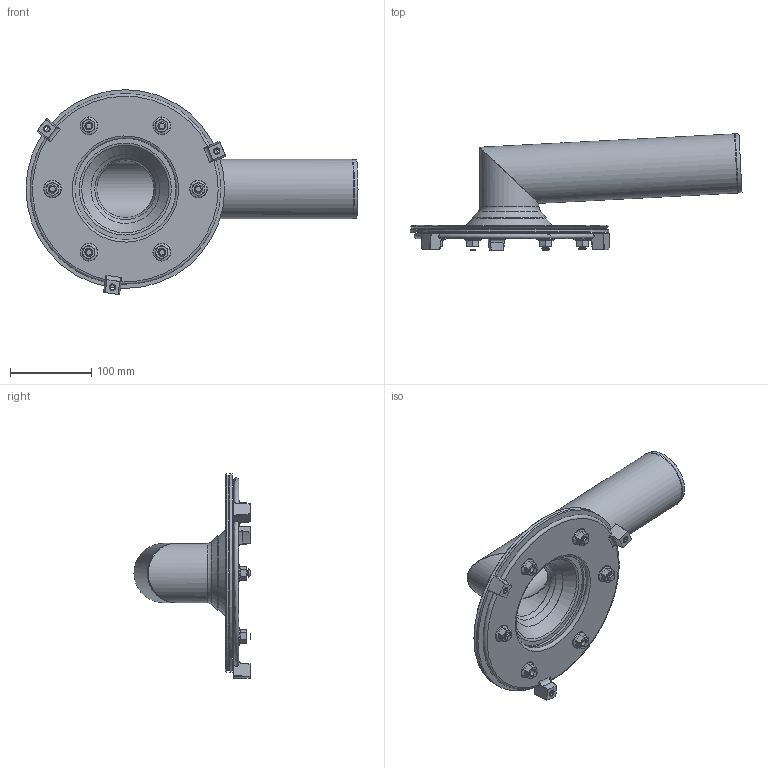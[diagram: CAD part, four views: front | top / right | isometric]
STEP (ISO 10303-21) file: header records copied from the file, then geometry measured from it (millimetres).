
FILE_DESCRIPTION(/* description */ (''),/* implementation_level */ '2;1');
FILE_NAME(/* name */ '21914.070X_3D.stp',/* time_stamp */ '2024-12-12T08:47:03+01:00',/* author */ ('CAD'),/* organization */ (''),/* preprocessor_version */ 'ST-DEVELOPER v20',/* originating_system */ 'AutoCAD Mechanical',/* authorisation */ '');
FILE_SCHEMA (('AUTOMOTIVE_DESIGN { 1 0 10303 214 3 1 1 }'));
Length unit declared in the file: millimetre
Products named in the file (2): Product; *S3
Assembly tree (1 placements, depth 2):
  Product
    *S3
Bounding box: 409.39 x 143.12 x 252.29 mm (x, y, z)
Volume: 492382.1 mm3; surface area: 406171.8 mm2
Topology: 20 solids, 20 shells, 428 faces, 920 edges, 537 vertices
Faces by surface type: cone 231, plane 95, cylinder 51, bspline 30, torus 21
Full cylindrical faces by diameter (mm): 7 x6, 8 x12, 8.376 x6, 13 x6, 16 x6, 70.6 x2, 73 x2, 125 x1, 245 x1
Entity records: 13757 total; most frequent: CARTESIAN_POINT 4499, DIRECTION 1969, ORIENTED_EDGE 1826, EDGE_CURVE 913, AXIS2_PLACEMENT_3D 834, VERTEX_POINT 535, EDGE_LOOP 496, FACE_OUTER_BOUND 428
